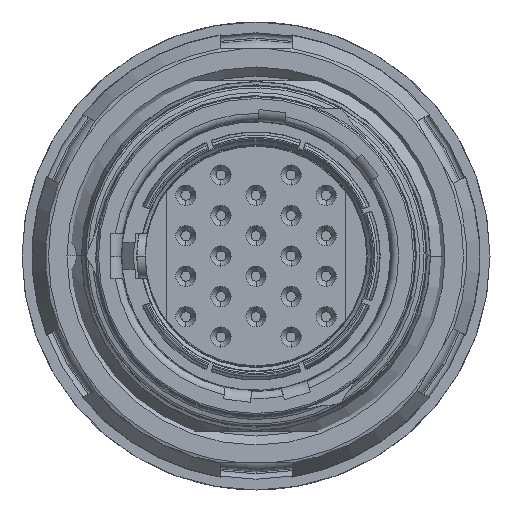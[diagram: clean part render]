
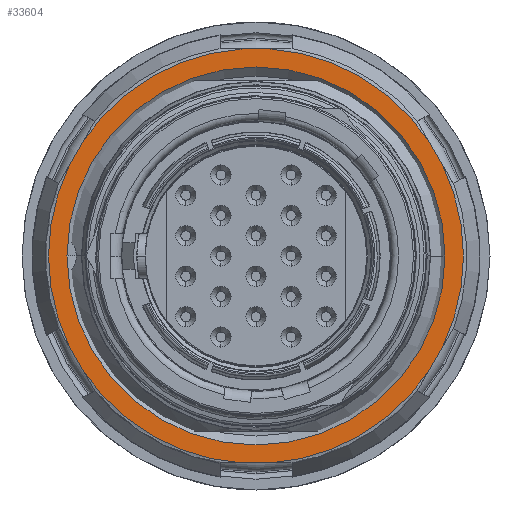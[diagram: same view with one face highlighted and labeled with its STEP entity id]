
A CAD part, left-side view. The second image highlights one B-rep face of the part: STEP entity #33604.
In plain terms, the highlighted face is planar.
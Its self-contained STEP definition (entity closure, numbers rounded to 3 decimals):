
#32119=CARTESIAN_POINT('',(0.,3.4,0.));
#32120=DIRECTION('',(0.,1.,0.));
#32121=DIRECTION('',(-0.83,0.,0.557));
#32122=AXIS2_PLACEMENT_3D('',#32119,#32120,#32121);
#32133=CARTESIAN_POINT('',(-0.777,3.4,11.5));
#32175=CARTESIAN_POINT('',(0.,3.4,0.));
#32176=DIRECTION('',(0.,1.,0.));
#32177=DIRECTION('',(-0.898,0.,-0.44));
#32178=AXIS2_PLACEMENT_3D('',#32175,#32176,#32177);
#32231=CARTESIAN_POINT('',(0.,3.4,0.));
#32232=DIRECTION('',(0.,1.,0.));
#32233=DIRECTION('',(-0.067,0.,-0.998));
#32234=AXIS2_PLACEMENT_3D('',#32231,#32232,#32233);
#32287=CARTESIAN_POINT('',(0.,3.4,0.));
#32288=DIRECTION('',(0.,1.,0.));
#32289=DIRECTION('',(0.83,0.,-0.557));
#32290=AXIS2_PLACEMENT_3D('',#32287,#32288,#32289);
#32360=CARTESIAN_POINT('',(0.,3.4,0.));
#32361=DIRECTION('',(0.,1.,0.));
#32362=DIRECTION('',(0.067,0.,0.998));
#32363=AXIS2_PLACEMENT_3D('',#32360,#32361,#32362);
#32399=CARTESIAN_POINT('',(0.,3.4,0.));
#32400=DIRECTION('',(0.,1.,0.));
#32401=DIRECTION('',(0.898,0.,0.44));
#32402=AXIS2_PLACEMENT_3D('',#32399,#32400,#32401);
#32435=DIRECTION('',(0.5,0.,-0.866));
#32436=VECTOR('',#32435,1.555);
#32437=CARTESIAN_POINT('',(9.571,3.4,6.423));
#32438=LINE('',#32437,#32436);
#32442=DIRECTION('',(1.,0.,0.));
#32443=VECTOR('',#32442,1.555);
#32444=CARTESIAN_POINT('',(-0.777,3.4,11.5));
#32445=LINE('',#32444,#32443);
#32449=DIRECTION('',(0.5,0.,0.866));
#32450=VECTOR('',#32449,1.555);
#32451=CARTESIAN_POINT('',(-10.348,3.4,5.077));
#32452=LINE('',#32451,#32450);
#32456=DIRECTION('',(-0.5,0.,0.866));
#32457=VECTOR('',#32456,1.555);
#32458=CARTESIAN_POINT('',(-9.571,3.4,-6.423));
#32459=LINE('',#32458,#32457);
#32463=DIRECTION('',(-1.,0.,0.));
#32464=VECTOR('',#32463,1.555);
#32465=CARTESIAN_POINT('',(0.777,3.4,-11.5));
#32466=LINE('',#32465,#32464);
#32470=DIRECTION('',(-0.5,0.,-0.866));
#32471=VECTOR('',#32470,1.555);
#32472=CARTESIAN_POINT('',(10.348,3.4,-5.077));
#32473=LINE('',#32472,#32471);
#32492=CARTESIAN_POINT('',(0.,3.4,0.));
#32493=DIRECTION('',(0.,-1.,0.));
#32494=DIRECTION('',(-1.,0.,0.));
#32495=AXIS2_PLACEMENT_3D('',#32492,#32493,#32494);
#32515=CARTESIAN_POINT('',(0.,3.4,0.));
#32516=DIRECTION('',(0.,1.,0.));
#32517=DIRECTION('',(-1.,0.,0.));
#32518=AXIS2_PLACEMENT_3D('',#32515,#32516,#32517);
#32774=CARTESIAN_POINT('',(-10.5,3.4,0.));
#32775=CARTESIAN_POINT('',(10.5,3.4,0.));
#32776=VERTEX_POINT('',#32774);
#32777=VERTEX_POINT('',#32775);
#32786=VERTEX_POINT('',#32133);
#32787=CARTESIAN_POINT('',(0.777,3.4,11.5));
#32788=VERTEX_POINT('',#32787);
#32809=CARTESIAN_POINT('',(-10.348,3.4,5.077));
#32810=CARTESIAN_POINT('',(-9.571,3.4,6.423));
#32811=VERTEX_POINT('',#32809);
#32812=VERTEX_POINT('',#32810);
#32835=CARTESIAN_POINT('',(-9.571,3.4,-6.423));
#32836=CARTESIAN_POINT('',(-10.348,3.4,-5.077));
#32837=VERTEX_POINT('',#32835);
#32838=VERTEX_POINT('',#32836);
#32861=CARTESIAN_POINT('',(0.777,3.4,-11.5));
#32862=CARTESIAN_POINT('',(-0.777,3.4,-11.5));
#32863=VERTEX_POINT('',#32861);
#32864=VERTEX_POINT('',#32862);
#32887=CARTESIAN_POINT('',(10.348,3.4,-5.077));
#32888=CARTESIAN_POINT('',(9.571,3.4,-6.423));
#32889=VERTEX_POINT('',#32887);
#32890=VERTEX_POINT('',#32888);
#32913=CARTESIAN_POINT('',(9.571,3.4,6.423));
#32914=CARTESIAN_POINT('',(10.348,3.4,5.077));
#32915=VERTEX_POINT('',#32913);
#32916=VERTEX_POINT('',#32914);
#33574=CARTESIAN_POINT('',(0.,3.4,0.));
#33575=DIRECTION('',(0.,-1.,0.));
#33576=DIRECTION('',(1.,0.,0.));
#33577=AXIS2_PLACEMENT_3D('',#33574,#33575,#33576);
#33578=PLANE('',#33577);
#33580=ORIENTED_EDGE('',*,*,#33579,.F.);
#33581=ORIENTED_EDGE('',*,*,#33548,.F.);
#33583=ORIENTED_EDGE('',*,*,#33582,.F.);
#33584=ORIENTED_EDGE('',*,*,#33472,.F.);
#33585=ORIENTED_EDGE('',*,*,#33177,.F.);
#33586=ORIENTED_EDGE('',*,*,#33491,.F.);
#33588=ORIENTED_EDGE('',*,*,#33587,.F.);
#33589=ORIENTED_EDGE('',*,*,#33508,.F.);
#33591=ORIENTED_EDGE('',*,*,#33590,.F.);
#33592=ORIENTED_EDGE('',*,*,#33527,.F.);
#33594=ORIENTED_EDGE('',*,*,#33593,.F.);
#33595=ORIENTED_EDGE('',*,*,#33564,.F.);
#33596=EDGE_LOOP('',(#33580,#33581,#33583,#33584,#33585,#33586,#33588,#33589,
#33591,#33592,#33594,#33595));
#33597=FACE_OUTER_BOUND('',#33596,.F.);
#33599=ORIENTED_EDGE('',*,*,#33598,.F.);
#33601=ORIENTED_EDGE('',*,*,#33600,.T.);
#33602=EDGE_LOOP('',(#33599,#33601));
#33603=FACE_BOUND('',#33602,.F.);
#32123=CIRCLE('',#32122,11.526);
#32179=CIRCLE('',#32178,11.526);
#32235=CIRCLE('',#32234,11.526);
#32291=CIRCLE('',#32290,11.526);
#32364=CIRCLE('',#32363,11.526);
#32403=CIRCLE('',#32402,11.526);
#32496=CIRCLE('',#32495,10.5);
#32519=CIRCLE('',#32518,10.5);
#33177=EDGE_CURVE('',#32811,#32812,#32452,.T.);
#33472=EDGE_CURVE('',#32812,#32786,#32123,.T.);
#33491=EDGE_CURVE('',#32838,#32811,#32179,.T.);
#33508=EDGE_CURVE('',#32864,#32837,#32235,.T.);
#33527=EDGE_CURVE('',#32890,#32863,#32291,.T.);
#33548=EDGE_CURVE('',#32788,#32915,#32364,.T.);
#33564=EDGE_CURVE('',#32916,#32889,#32403,.T.);
#33579=EDGE_CURVE('',#32915,#32916,#32438,.T.);
#33582=EDGE_CURVE('',#32786,#32788,#32445,.T.);
#33587=EDGE_CURVE('',#32837,#32838,#32459,.T.);
#33590=EDGE_CURVE('',#32863,#32864,#32466,.T.);
#33593=EDGE_CURVE('',#32889,#32890,#32473,.T.);
#33598=EDGE_CURVE('',#32776,#32777,#32496,.T.);
#33600=EDGE_CURVE('',#32776,#32777,#32519,.T.);
#33604=ADVANCED_FACE('',(#33597,#33603),#33578,.F.);
